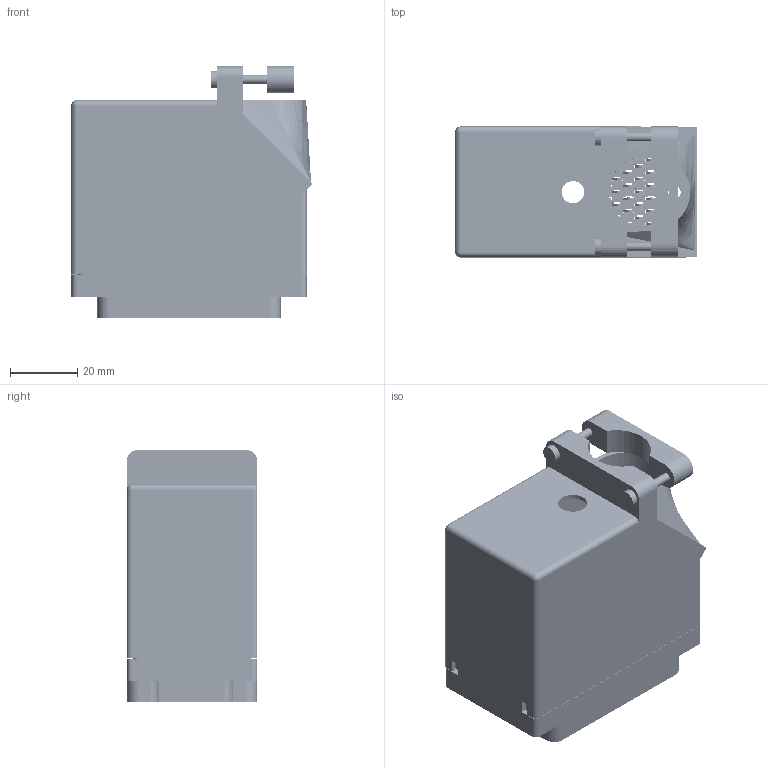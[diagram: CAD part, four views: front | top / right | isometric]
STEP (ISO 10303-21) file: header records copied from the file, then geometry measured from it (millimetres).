
FILE_DESCRIPTION (( 'STEP AP203' ), '1' );
FILE_NAME ('516-120-541-310.STEP', '2020-03-11T11:31:20', ( '' ), ( '' ), 'SwSTEP 2.0', 'SolidWorks 2016', '' );
FILE_SCHEMA (( 'CONFIG_CONTROL_DESIGN' ));
Length unit declared in the file: inch
Products named in the file (4): 516 Plug Insulator_120; 516-120-541-310; 516-230-001_Plastic - 120 Top Entry; 516-292-001_541 Contact
Assembly tree (122 placements, depth 2):
  516-120-541-310
    516 Plug Insulator_120
    516-292-001_541 Contact  x120
    516-230-001_Plastic - 120 Top Entry
Bounding box: 71.77 x 38.86 x 74.75 mm (x, y, z)
Volume: 46743.3 mm3; surface area: 77145.9 mm2
Topology: 122 solids, 122 shells, 11089 faces, 32236 edges, 21406 vertices
Faces by surface type: plane 6876, cylinder 3486, bspline 723, cone 2, sphere 2
Entity records: 89324 total; most frequent: CARTESIAN_POINT 15498, ORIENTED_EDGE 14964, DIRECTION 14457, EDGE_CURVE 7482, VECTOR 5705, LINE 5705, VERTEX_POINT 4984, AXIS2_PLACEMENT_3D 4376
